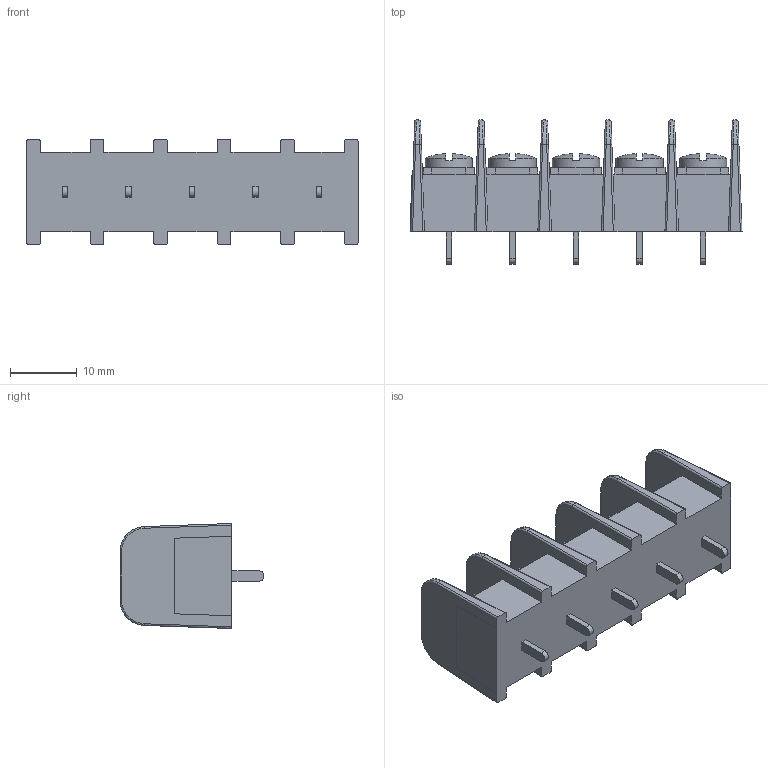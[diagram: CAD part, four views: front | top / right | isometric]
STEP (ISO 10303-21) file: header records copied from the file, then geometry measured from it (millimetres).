
FILE_DESCRIPTION(('STEP AP214'),'1');
FILE_NAME('0387206305.stp','2025-02-19T20:10:13',('TraceParts'),('TraceParts S.A.'),'Spatial InterOp 3D',' ',' ');
FILE_SCHEMA(('AUTOMOTIVE_DESIGN { 1 0 10303 214 1 1 1 1 }'));
Length unit declared in the file: millimetre
Products named in the file (1): 0387206305_1
Bounding box: 49.78 x 21.59 x 15.75 mm (x, y, z)
Volume: 6798.7 mm3; surface area: 4546.1 mm2
Topology: 1 solids, 1 shells, 257 faces, 677 edges, 452 vertices
Faces by surface type: plane 150, cylinder 63, bspline 24, sphere 20
Entity records: 9205 total; most frequent: CARTESIAN_POINT 2966, ORIENTED_EDGE 1324, DIRECTION 1213, EDGE_CURVE 662, LINE 467, VECTOR 467, VERTEX_POINT 422, AXIS2_PLACEMENT_3D 373
